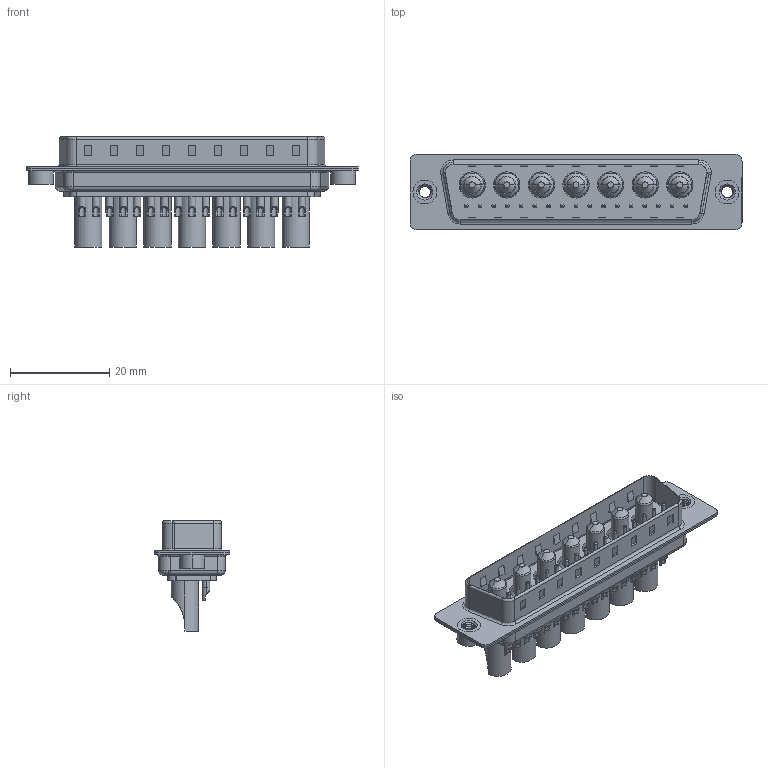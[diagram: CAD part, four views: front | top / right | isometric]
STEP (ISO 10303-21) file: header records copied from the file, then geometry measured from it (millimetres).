
FILE_DESCRIPTION (( 'STEP AP203' ), '1' );
FILE_NAME ('627-24W7222-4NA.STEP', '2019-06-18T18:55:12', ( '' ), ( '' ), 'SwSTEP 2.0', 'SolidWorks 2016', '' );
FILE_SCHEMA (( 'CONFIG_CONTROL_DESIGN' ));
Length unit declared in the file: millimetre
Products named in the file (7): 627-24W7222-4NA; 627Combo Housing_24W7; 627Combo Threaded Rivet_A; 627Combo Shell Rear_50 Contacts; Power Pin_40A SC; 627Combo Shell Front_50 Contacts; 627Combo Contact Row 3_22
Assembly tree (29 placements, depth 2):
  627-24W7222-4NA
    627Combo Housing_24W7
    627Combo Shell Rear_50 Contacts
    627Combo Shell Front_50 Contacts
    627Combo Threaded Rivet_A  x2
    Power Pin_40A SC  x7
    627Combo Contact Row 3_22  x17
Bounding box: 67 x 15.3 x 22.3 mm (x, y, z)
Volume: 5319.6 mm3; surface area: 11733.7 mm2
Topology: 36 solids, 36 shells, 1340 faces, 3151 edges, 1928 vertices
Faces by surface type: cylinder 555, plane 440, torus 234, cone 91, bspline 20
Entity records: 21686 total; most frequent: CARTESIAN_POINT 5140, DIRECTION 3355, ORIENTED_EDGE 3014, EDGE_CURVE 1507, AXIS2_PLACEMENT_3D 1270, VERTEX_POINT 960, VECTOR 815, LINE 815
